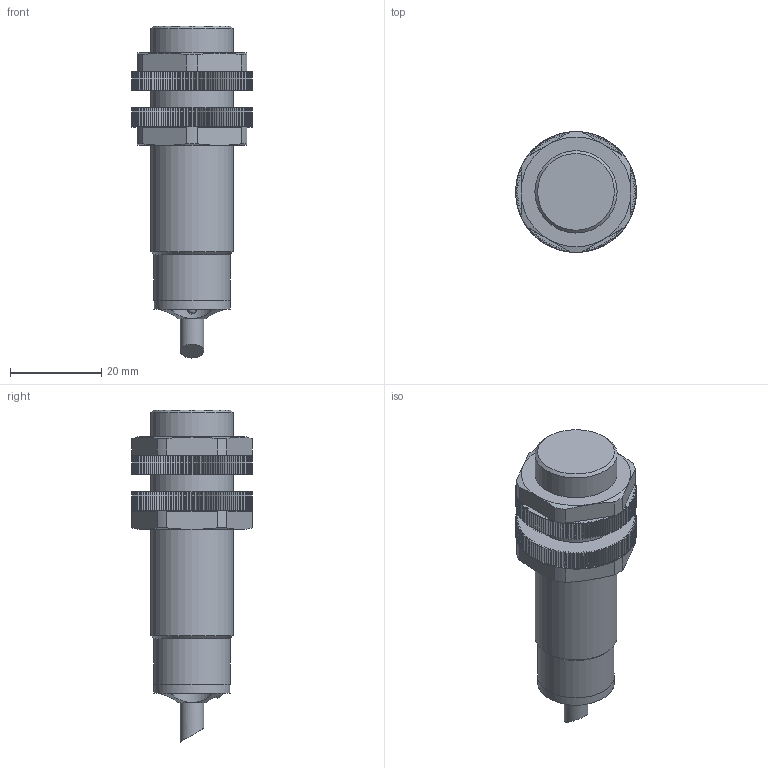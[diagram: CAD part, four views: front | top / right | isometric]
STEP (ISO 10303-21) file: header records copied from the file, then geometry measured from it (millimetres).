
FILE_DESCRIPTION(/* description */ ('STEP AP214'),/* implementation_level */ '2;1');
FILE_NAME(/* name */ '538337_SIED-M18NB-ZS-K-L-PA',/* time_stamp */ '2024-09-15T04:27:57+02:00',/* author */ ('License CC BY-ND 4.0'),/* organization */ ('CADENAS'),/* preprocessor_version */ 'ST-DEVELOPER v19.3',/* originating_system */ 'PARTsolutions',/* authorisation */ ' ');
FILE_SCHEMA (('AUTOMOTIVE_DESIGN {1 0 10303 214 3 1 1}'));
Length unit declared in the file: millimetre
Products named in the file (3): 538337 SIED-M18NB-ZS-K-L-PA; 538337 SIED-M18NB-ZS-K-L-PA_1; 538337 SIED-M18NB-ZS-K-L-PA_2
Assembly tree (3 placements, depth 2):
  538337 SIED-M18NB-ZS-K-L-PA
    538337 SIED-M18NB-ZS-K-L-PA_1
    538337 SIED-M18NB-ZS-K-L-PA_2  x2
Bounding box: 26.4 x 26.4 x 72.61 mm (x, y, z)
Volume: 20251.4 mm3; surface area: 8145.7 mm2
Topology: 3 solids, 3 shells, 914 faces, 2139 edges, 1233 vertices
Faces by surface type: plane 880, cone 19, cylinder 14, sphere 1
Full cylindrical faces by diameter (mm): 5.2 x1, 16.7 x1, 16.773 x1, 16.917 x2, 18 x1, 26.4 x2
Entity records: 12929 total; most frequent: CARTESIAN_POINT 2252, DIRECTION 2201, ORIENTED_EDGE 2162, EDGE_CURVE 1081, LINE 867, VECTOR 867, AXIS2_PLACEMENT_3D 667, VERTEX_POINT 630
